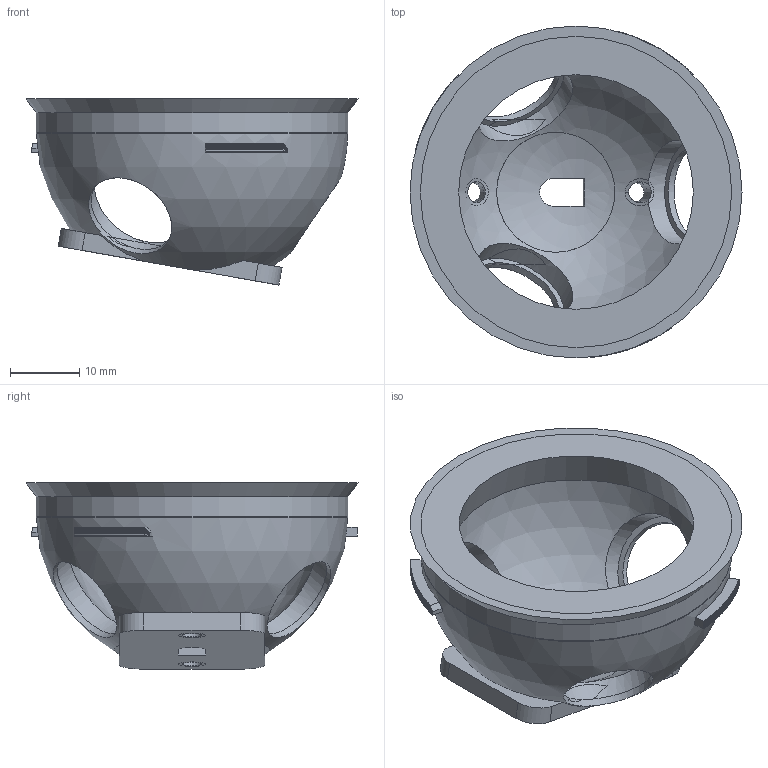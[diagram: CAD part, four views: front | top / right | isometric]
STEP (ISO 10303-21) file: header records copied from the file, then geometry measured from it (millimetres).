
FILE_DESCRIPTION(('FreeCAD Model'),'2;1');
FILE_NAME('Open CASCADE Shape Model','2022-04-14T19:51:46',('Author'),( ''),'Open CASCADE STEP processor 7.5','FreeCAD','Unknown');
FILE_SCHEMA(('AUTOMOTIVE_DESIGN { 1 0 10303 214 1 1 1 1 }'));
Length unit declared in the file: millimetre
Products named in the file (3): Unnamed; Chamfer002; Fillet
Assembly tree (2 placements, depth 2):
  Unnamed
    Chamfer002
    Fillet
Bounding box: 48 x 48 x 26.92 mm (x, y, z)
Volume: 10844.2 mm3; surface area: 8775.7 mm2
Topology: 2 solids, 2 shells, 373 faces, 1096 edges, 730 vertices
Faces by surface type: plane 340, cylinder 21, sphere 6, cone 6
Full cylindrical faces by diameter (mm): 3.9 x2, 13.2 x3, 15 x3, 45 x3
Entity records: 32666 total; most frequent: CARTESIAN_POINT 10557, DIRECTION 4014, LINE 2996, VECTOR 2996, ORIENTED_EDGE 2192, PCURVE 2192, DEFINITIONAL_REPRESENTATION 2192, EDGE_CURVE 1096
